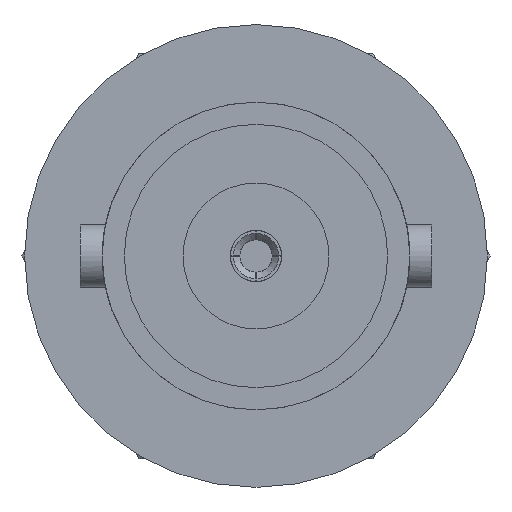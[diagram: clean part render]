
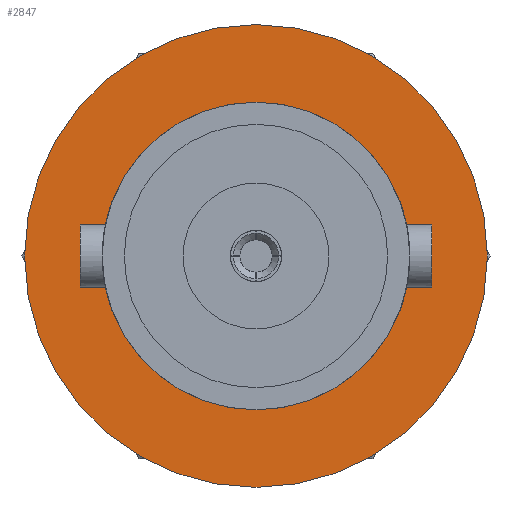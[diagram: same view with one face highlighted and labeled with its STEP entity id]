
A CAD part, left-side view. The second image highlights one B-rep face of the part: STEP entity #2847.
In plain terms, the highlighted planar face has unit normal (-1, 0, 0).
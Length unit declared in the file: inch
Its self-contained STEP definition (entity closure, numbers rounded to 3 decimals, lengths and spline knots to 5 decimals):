
#401 = DIRECTION ( 'NONE',  ( -1., 0., 0. ) ) ;
#1179 = EDGE_CURVE ( 'NONE', #22337, #3181, #12196, .T. ) ;
#2050 = EDGE_CURVE ( 'NONE', #3044, #23345, #8135, .T. ) ;
#2847 = ADVANCED_FACE ( 'NONE', ( #24423, #26391 ), #7453, .F. ) ;
#3044 = VERTEX_POINT ( 'NONE', #18547 ) ;
#3181 = VERTEX_POINT ( 'NONE', #21748 ) ;
#3602 = ORIENTED_EDGE ( 'NONE', *, *, #1179, .T. ) ;
#4210 = DIRECTION ( 'NONE',  ( 0., 0., 1. ) ) ;
#5086 = DIRECTION ( 'NONE',  ( 0., 1., 0. ) ) ;
#5542 = EDGE_LOOP ( 'NONE', ( #10172, #19819 ) ) ;
#6358 = AXIS2_PLACEMENT_3D ( 'NONE', #12991, #6800, #10869 ) ;
#6800 = DIRECTION ( 'NONE',  ( -1., 0., 0. ) ) ;
#7453 = PLANE ( 'NONE',  #23829 ) ;
#7504 = EDGE_LOOP ( 'NONE', ( #3602, #21246 ) ) ;
#7595 = DIRECTION ( 'NONE',  ( 1., 0., 0. ) ) ;
#8135 = CIRCLE ( 'NONE', #26482, 0.18979 ) ;
#8693 = DIRECTION ( 'NONE',  ( -1., 0., 0. ) ) ;
#9324 = DIRECTION ( 'NONE',  ( -1., 0., 0. ) ) ;
#10172 = ORIENTED_EDGE ( 'NONE', *, *, #15758, .F. ) ;
#10869 = DIRECTION ( 'NONE',  ( 0., 0., 1. ) ) ;
#12196 = CIRCLE ( 'NONE', #6358, 0.28543 ) ;
#12991 = CARTESIAN_POINT ( 'NONE',  ( 0.50166, 0., 0. ) ) ;
#15758 = EDGE_CURVE ( 'NONE', #23345, #3044, #21826, .T. ) ;
#15782 = EDGE_CURVE ( 'NONE', #3181, #22337, #23173, .T. ) ;
#18547 = CARTESIAN_POINT ( 'NONE',  ( 0.50166, 0., -0.18979 ) ) ;
#19137 = AXIS2_PLACEMENT_3D ( 'NONE', #23961, #8693, #4210 ) ;
#19819 = ORIENTED_EDGE ( 'NONE', *, *, #2050, .F. ) ;
#20031 = AXIS2_PLACEMENT_3D ( 'NONE', #27616, #401, #21589 ) ;
#21246 = ORIENTED_EDGE ( 'NONE', *, *, #15782, .T. ) ;
#21589 = DIRECTION ( 'NONE',  ( 0., 0., 1. ) ) ;
#21748 = CARTESIAN_POINT ( 'NONE',  ( 0.50166, 0., -0.28543 ) ) ;
#21826 = CIRCLE ( 'NONE', #20031, 0.18979 ) ;
#22086 = CARTESIAN_POINT ( 'NONE',  ( 0.50166, 0., 0. ) ) ;
#22337 = VERTEX_POINT ( 'NONE', #24911 ) ;
#23173 = CIRCLE ( 'NONE', #19137, 0.28543 ) ;
#23345 = VERTEX_POINT ( 'NONE', #24519 ) ;
#23829 = AXIS2_PLACEMENT_3D ( 'NONE', #24288, #7595, #5086 ) ;
#23961 = CARTESIAN_POINT ( 'NONE',  ( 0.50166, 0., 0. ) ) ;
#24288 = CARTESIAN_POINT ( 'NONE',  ( 0.50166, 0.18979, 0. ) ) ;
#24423 = FACE_BOUND ( 'NONE', #5542, .T. ) ;
#24519 = CARTESIAN_POINT ( 'NONE',  ( 0.50166, 0., 0.18979 ) ) ;
#24911 = CARTESIAN_POINT ( 'NONE',  ( 0.50166, 0., 0.28543 ) ) ;
#25507 = DIRECTION ( 'NONE',  ( 0., 0., 1. ) ) ;
#26391 = FACE_OUTER_BOUND ( 'NONE', #7504, .T. ) ;
#26482 = AXIS2_PLACEMENT_3D ( 'NONE', #22086, #9324, #25507 ) ;
#27616 = CARTESIAN_POINT ( 'NONE',  ( 0.50166, 0., 0. ) ) ;
